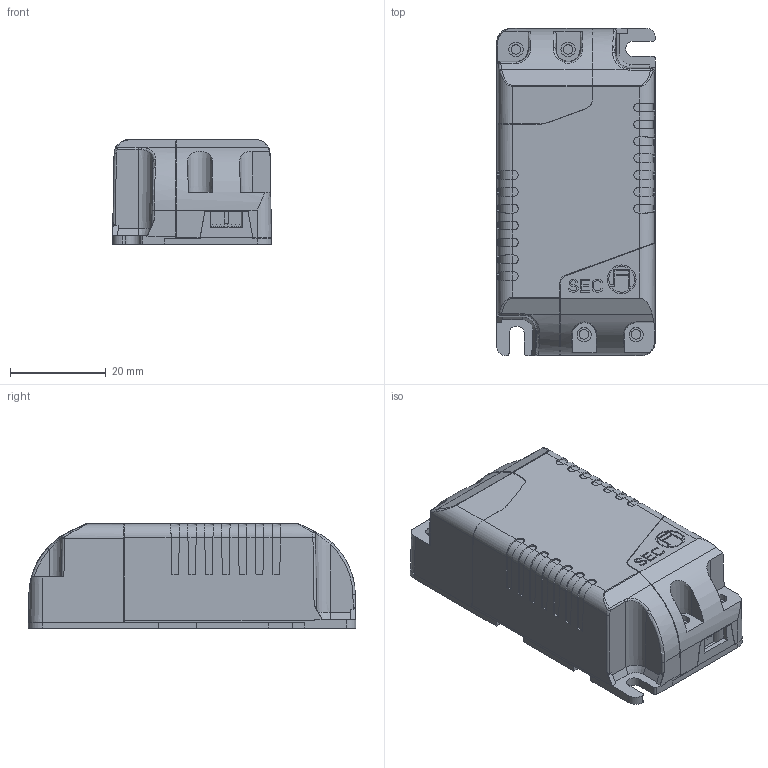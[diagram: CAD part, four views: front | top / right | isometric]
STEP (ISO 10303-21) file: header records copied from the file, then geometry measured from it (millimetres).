
FILE_DESCRIPTION((''),'2;1');
FILE_NAME('LSC4WZ_ASM','2019-04-25T',('wsenga'),(''),'PRO/ENGINEER BY PARAMETRIC TECHNOLOGY CORPORATION, 2012360','PRO/ENGINEER BY PARAMETRIC TECHNOLOGY CORPORATION, 2012360','');
FILE_SCHEMA(('CONFIG_CONTROL_DESIGN'));
Length unit declared in the file: millimetre
Products named in the file (5): MAWLSC4WZ-1A; MAWLSC4WZ-2A; MAWLSC4WZ-3A; MAWLSC4WZ-4A; LSC4WZ_ASM
Assembly tree (4 placements, depth 2):
  LSC4WZ_ASM
    MAWLSC4WZ-1A
    MAWLSC4WZ-2A
    MAWLSC4WZ-3A
    MAWLSC4WZ-4A
Bounding box: 33.2 x 68.41 x 21.83 mm (x, y, z)
Surface area: 21153 mm2 (no closed solid volume)
Topology: 0 solids, 4 shells, 894 faces, 2542 edges, 1660 vertices
Faces by surface type: plane 641, cylinder 163, cone 56, bspline 23, torus 6, sphere 5
Entity records: 30962 total; most frequent: CARTESIAN_POINT 7863, ORIENTED_EDGE 5076, DIRECTION 4379, EDGE_CURVE 2538, VECTOR 1941, LINE 1941, VERTEX_POINT 1662, AXIS2_PLACEMENT_3D 1219
